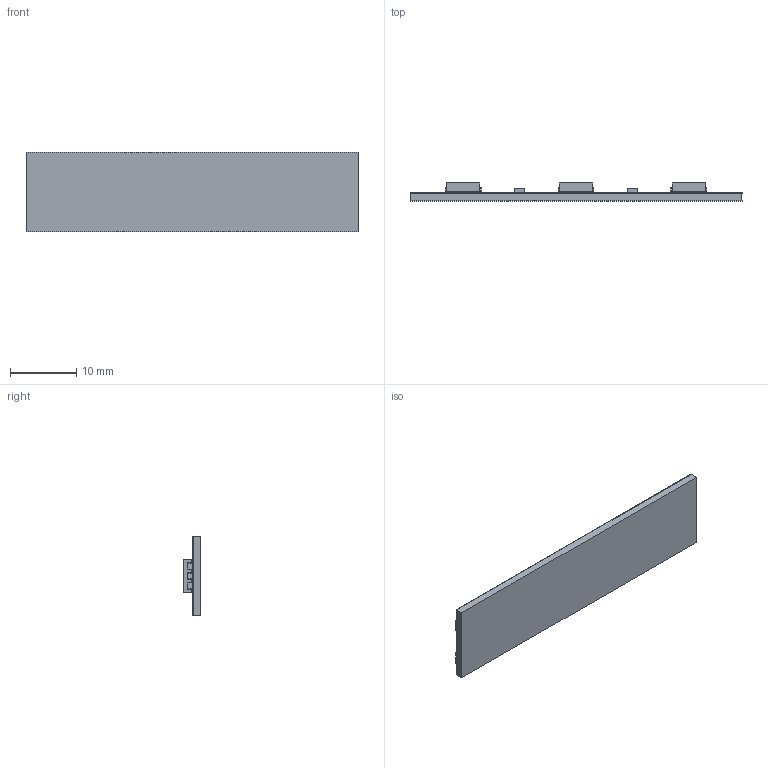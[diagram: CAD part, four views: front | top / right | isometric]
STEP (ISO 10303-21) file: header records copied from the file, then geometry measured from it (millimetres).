
FILE_DESCRIPTION(('FreeCAD Model'),'2;1');
FILE_NAME('LED-Strip-5050-2-Pole.stp', '2021-08-06T22:30:09',('Author'),(''), 'Open CASCADE STEP processor 7.3','FreeCAD','Unknown');
FILE_SCHEMA(('AUTOMOTIVE_DESIGN { 1 0 10303 214 1 1 1 1 }'));
Length unit declared in the file: millimetre
Products named in the file (5): 1mLedStrip; stripPad; led5052; Resistor1206; Resistor1207
Assembly tree (6 placements, depth 2):
  1mLedStrip
    stripPad
    led5052  x3
    Resistor1206
    Resistor1207
Bounding box: 50 x 2.7 x 12 mm (x, y, z)
Volume: 826.4 mm3; surface area: 1663.1 mm2
Topology: 10 solids, 10 shells, 644 faces, 2137 edges, 3120 vertices
Faces by surface type: plane 290, cylinder 210, sphere 108, bspline 30, cone 6
Entity records: 20527 total; most frequent: CARTESIAN_POINT 9065, DIRECTION 1840, ORIENTED_EDGE 1466, LINE 970, VECTOR 970, EDGE_CURVE 733, GEOMETRIC_CURVE_SET 566, TRIMMED_CURVE 564
